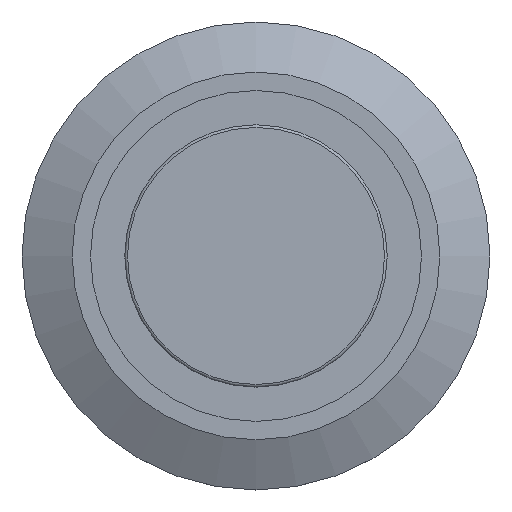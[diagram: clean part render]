
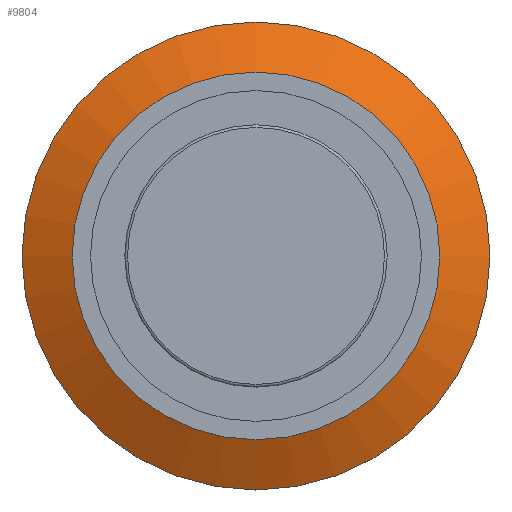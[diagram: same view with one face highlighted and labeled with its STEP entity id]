
A CAD part, top view. The second image highlights one B-rep face of the part: STEP entity #9804.
In plain terms, the highlighted conical face has half-angle 63.435 degrees and reference radius 25.4 mm.
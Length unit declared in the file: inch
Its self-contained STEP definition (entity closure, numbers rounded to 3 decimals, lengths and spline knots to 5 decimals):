
#9770=CARTESIAN_POINT('',(0.,-0.55118,0.01969));
#9771=VERTEX_POINT('',#9770);
#9772=CARTESIAN_POINT('',(0.0,0.0,0.01969));
#9773=DIRECTION('',(0.0,0.0,1.0));
#9774=DIRECTION('',(0.0,-1.0,0.0));
#9775=AXIS2_PLACEMENT_3D('',#9772,#9773,#9774);
#9776=CIRCLE('',#9775,0.55118);
#9777=EDGE_CURVE('',#9771,#9771,#9776,.T.);
#9785=CARTESIAN_POINT('',(0.0,0.0,-0.20472));
#9786=DIRECTION('',(0.0,0.0,-1.0));
#9787=DIRECTION('',(0.0,-1.0,0.0));
#9788=AXIS2_PLACEMENT_3D('',#9785,#9786,#9787);
#9789=CONICAL_SURFACE('',#9788,1.0,63.435);
#9790=ORIENTED_EDGE('',*,*,#9777,.T.);
#9791=EDGE_LOOP('',(#9790));
#9792=FACE_OUTER_BOUND('',#9791,.T.);
#9793=CARTESIAN_POINT('',(0.0,-0.43307,0.07874));
#9794=VERTEX_POINT('',#9793);
#9795=CARTESIAN_POINT('',(0.0,0.0,0.07874));
#9796=DIRECTION('',(0.0,0.0,1.0));
#9797=DIRECTION('',(0.0,-1.0,0.0));
#9798=AXIS2_PLACEMENT_3D('',#9795,#9796,#9797);
#9799=CIRCLE('',#9798,0.43307);
#9800=EDGE_CURVE('',#9794,#9794,#9799,.T.);
#9801=ORIENTED_EDGE('',*,*,#9800,.F.);
#9802=EDGE_LOOP('',(#9801));
#9803=FACE_BOUND('',#9802,.T.);
#9804=ADVANCED_FACE('',(#9792,#9803),#9789,.T.);
